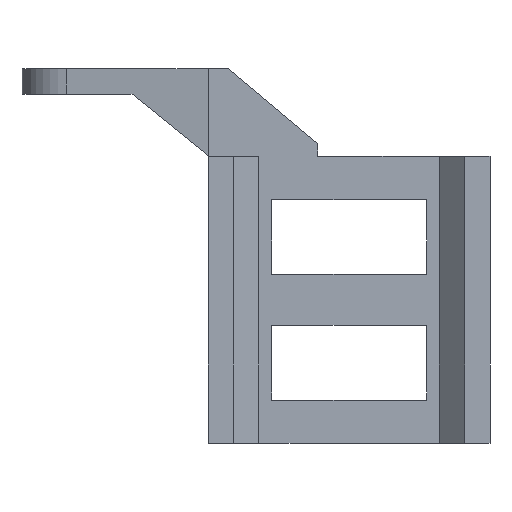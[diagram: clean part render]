
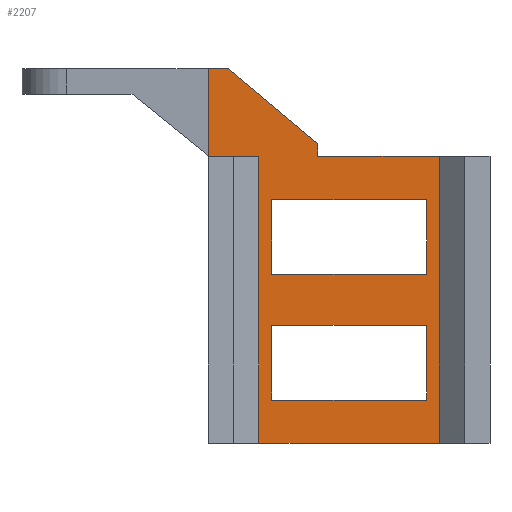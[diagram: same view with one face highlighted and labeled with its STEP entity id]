
A CAD part, left-side view. The second image highlights one B-rep face of the part: STEP entity #2207.
In plain terms, the highlighted planar face has unit normal (-1, 0, 0).
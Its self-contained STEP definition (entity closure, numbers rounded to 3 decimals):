
#5 = ORIENTED_EDGE ( 'NONE', *, *, #488, .F. ) ;
#14 = ORIENTED_EDGE ( 'NONE', *, *, #2747, .T. ) ;
#16 = DIRECTION ( 'NONE',  ( 0., 0., 1. ) ) ;
#17 = CARTESIAN_POINT ( 'NONE',  ( -25., -30.5, 17. ) ) ;
#21 = CARTESIAN_POINT ( 'NONE',  ( -25., 55.5, 147.5 ) ) ;
#24 = DIRECTION ( 'NONE',  ( 0., -1., 0. ) ) ;
#27 = DIRECTION ( 'NONE',  ( 0., 0., -1. ) ) ;
#46 = ORIENTED_EDGE ( 'NONE', *, *, #1925, .F. ) ;
#50 = ORIENTED_EDGE ( 'NONE', *, *, #1059, .F. ) ;
#51 = ORIENTED_EDGE ( 'NONE', *, *, #411, .F. ) ;
#53 = LINE ( 'NONE', #1979, #3146 ) ;
#58 = ORIENTED_EDGE ( 'NONE', *, *, #3066, .F. ) ;
#73 = ORIENTED_EDGE ( 'NONE', *, *, #440, .F. ) ;
#78 = EDGE_CURVE ( 'NONE', #840, #512, #2481, .T. ) ;
#96 = ORIENTED_EDGE ( 'NONE', *, *, #78, .F. ) ;
#100 = ORIENTED_EDGE ( 'NONE', *, *, #2267, .F. ) ;
#103 = ORIENTED_EDGE ( 'NONE', *, *, #1270, .F. ) ;
#109 = ORIENTED_EDGE ( 'NONE', *, *, #130, .F. ) ;
#130 = EDGE_CURVE ( 'NONE', #595, #1488, #469, .T. ) ;
#140 = ORIENTED_EDGE ( 'NONE', *, *, #2308, .T. ) ;
#146 = ORIENTED_EDGE ( 'NONE', *, *, #2584, .F. ) ;
#148 = CARTESIAN_POINT ( 'NONE',  ( -25., 35.5, 0. ) ) ;
#150 = ORIENTED_EDGE ( 'NONE', *, *, #1610, .T. ) ;
#156 = VERTEX_POINT ( 'NONE', #1652 ) ;
#186 = ORIENTED_EDGE ( 'NONE', *, *, #881, .T. ) ;
#193 = ORIENTED_EDGE ( 'NONE', *, *, #458, .F. ) ;
#200 = DIRECTION ( 'NONE',  ( 0., 1., 0. ) ) ;
#219 = CARTESIAN_POINT ( 'NONE',  ( -25., 12.343, 113. ) ) ;
#221 = LINE ( 'NONE', #2007, #2141 ) ;
#224 = CARTESIAN_POINT ( 'NONE',  ( -25., 0., 96. ) ) ;
#245 = LINE ( 'NONE', #506, #2155 ) ;
#286 = VECTOR ( 'NONE', #16, 1000. ) ;
#289 = VERTEX_POINT ( 'NONE', #1502 ) ;
#292 = LINE ( 'NONE', #817, #1586 ) ;
#295 = VECTOR ( 'NONE', #2212, 1000. ) ;
#317 = DIRECTION ( 'NONE',  ( 0., 0., -1. ) ) ;
#322 = CARTESIAN_POINT ( 'NONE',  ( -25., 35.5, 113. ) ) ;
#333 = CARTESIAN_POINT ( 'NONE',  ( -25., 12.343, 113. ) ) ;
#340 = DIRECTION ( 'NONE',  ( 0., 1., 0. ) ) ;
#341 = ORIENTED_EDGE ( 'NONE', *, *, #2546, .T. ) ;
#352 = DIRECTION ( 'NONE',  ( 1., 0., 0. ) ) ;
#370 = VERTEX_POINT ( 'NONE', #876 ) ;
#386 = PLANE ( 'NONE',  #705 ) ;
#411 = EDGE_CURVE ( 'NONE', #156, #1204, #1084, .T. ) ;
#437 = DIRECTION ( 'NONE',  ( 0., -1., 0. ) ) ;
#440 = EDGE_CURVE ( 'NONE', #682, #370, #2734, .T. ) ;
#458 = EDGE_CURVE ( 'NONE', #2648, #289, #2198, .T. ) ;
#469 = LINE ( 'NONE', #1764, #2333 ) ;
#488 = EDGE_CURVE ( 'NONE', #370, #847, #1357, .T. ) ;
#506 = CARTESIAN_POINT ( 'NONE',  ( -25., 35.5, 113. ) ) ;
#512 = VERTEX_POINT ( 'NONE', #1380 ) ;
#543 = VECTOR ( 'NONE', #715, 1000. ) ;
#556 = EDGE_LOOP ( 'NONE', ( #146, #150, #186, #193 ) ) ;
#595 = VERTEX_POINT ( 'NONE', #1280 ) ;
#597 = EDGE_LOOP ( 'NONE', ( #14, #46, #50, #51, #58, #96, #100, #103, #109, #140 ) ) ;
#629 = VERTEX_POINT ( 'NONE', #1238 ) ;
#677 = VERTEX_POINT ( 'NONE', #1223 ) ;
#682 = VERTEX_POINT ( 'NONE', #1229 ) ;
#705 = AXIS2_PLACEMENT_3D ( 'NONE', #322, #352, #340 ) ;
#715 = DIRECTION ( 'NONE',  ( 0., 0., -1. ) ) ;
#772 = VECTOR ( 'NONE', #27, 1000. ) ;
#774 = CARTESIAN_POINT ( 'NONE',  ( -25., -30.5, 66.5 ) ) ;
#786 = VERTEX_POINT ( 'NONE', #1032 ) ;
#792 = FACE_BOUND ( 'NONE', #556, .T. ) ;
#817 = CARTESIAN_POINT ( 'NONE',  ( -25., 0., 17. ) ) ;
#839 = DIRECTION ( 'NONE',  ( 0., 1., 0. ) ) ;
#840 = VERTEX_POINT ( 'NONE', #891 ) ;
#847 = VERTEX_POINT ( 'NONE', #2580 ) ;
#865 = FACE_BOUND ( 'NONE', #2951, .T. ) ;
#876 = CARTESIAN_POINT ( 'NONE',  ( -25., 30.5, 96. ) ) ;
#881 = EDGE_CURVE ( 'NONE', #1518, #289, #292, .T. ) ;
#891 = CARTESIAN_POINT ( 'NONE',  ( -25., 55.5, 147.5 ) ) ;
#918 = LINE ( 'NONE', #21, #286 ) ;
#1021 = LINE ( 'NONE', #2017, #2216 ) ;
#1032 = CARTESIAN_POINT ( 'NONE',  ( -25., -35.5, 0. ) ) ;
#1059 = EDGE_CURVE ( 'NONE', #1204, #677, #245, .T. ) ;
#1064 = VECTOR ( 'NONE', #2957, 1000. ) ;
#1084 = LINE ( 'NONE', #333, #2795 ) ;
#1137 = VECTOR ( 'NONE', #3053, 1000. ) ;
#1191 = ORIENTED_EDGE ( 'NONE', *, *, #1579, .T. ) ;
#1204 = VERTEX_POINT ( 'NONE', #219 ) ;
#1223 = CARTESIAN_POINT ( 'NONE',  ( -25., -35.5, 113. ) ) ;
#1227 = LINE ( 'NONE', #2890, #543 ) ;
#1229 = CARTESIAN_POINT ( 'NONE',  ( -25., -30.5, 96. ) ) ;
#1238 = CARTESIAN_POINT ( 'NONE',  ( -25., -30.5, 46.5 ) ) ;
#1270 = EDGE_CURVE ( 'NONE', #1488, #2451, #918, .T. ) ;
#1280 = CARTESIAN_POINT ( 'NONE',  ( -25., 35.5, 113. ) ) ;
#1357 = LINE ( 'NONE', #1420, #1987 ) ;
#1372 = VERTEX_POINT ( 'NONE', #1434 ) ;
#1380 = CARTESIAN_POINT ( 'NONE',  ( -25., 47.5, 147.5 ) ) ;
#1420 = CARTESIAN_POINT ( 'NONE',  ( -25., 30.5, 0. ) ) ;
#1422 = DIRECTION ( 'NONE',  ( 0., 0., -1. ) ) ;
#1434 = CARTESIAN_POINT ( 'NONE',  ( -25., 35.5, 0. ) ) ;
#1488 = VERTEX_POINT ( 'NONE', #2576 ) ;
#1502 = CARTESIAN_POINT ( 'NONE',  ( -25., 30.5, 17. ) ) ;
#1518 = VERTEX_POINT ( 'NONE', #17 ) ;
#1579 = EDGE_CURVE ( 'NONE', #1795, #847, #53, .T. ) ;
#1586 = VECTOR ( 'NONE', #839, 1000. ) ;
#1610 = EDGE_CURVE ( 'NONE', #629, #1518, #1227, .T. ) ;
#1612 = CARTESIAN_POINT ( 'NONE',  ( -25., 30.5, 46.5 ) ) ;
#1639 = VECTOR ( 'NONE', #2426, 1000. ) ;
#1652 = CARTESIAN_POINT ( 'NONE',  ( -25., 12.343, 118. ) ) ;
#1728 = DIRECTION ( 'NONE',  ( 0., 1., 0. ) ) ;
#1764 = CARTESIAN_POINT ( 'NONE',  ( -25., 55.5, 113. ) ) ;
#1788 = LINE ( 'NONE', #2902, #1137 ) ;
#1795 = VERTEX_POINT ( 'NONE', #774 ) ;
#1807 = CARTESIAN_POINT ( 'NONE',  ( -25., 30.5, 0. ) ) ;
#1811 = CARTESIAN_POINT ( 'NONE',  ( -25., 55.5, 147.5 ) ) ;
#1823 = DIRECTION ( 'NONE',  ( 0., -1., 0. ) ) ;
#1921 = VECTOR ( 'NONE', #2243, 1000. ) ;
#1925 = EDGE_CURVE ( 'NONE', #677, #786, #2782, .T. ) ;
#1979 = CARTESIAN_POINT ( 'NONE',  ( -25., 0., 66.5 ) ) ;
#1987 = VECTOR ( 'NONE', #1422, 1000. ) ;
#2007 = CARTESIAN_POINT ( 'NONE',  ( -25., 0., 46.5 ) ) ;
#2012 = DIRECTION ( 'NONE',  ( 0., 1., 0. ) ) ;
#2017 = CARTESIAN_POINT ( 'NONE',  ( -25., -30.5, 0. ) ) ;
#2093 = DIRECTION ( 'NONE',  ( 0., 0., -1. ) ) ;
#2141 = VECTOR ( 'NONE', #2012, 1000. ) ;
#2155 = VECTOR ( 'NONE', #437, 1000. ) ;
#2198 = LINE ( 'NONE', #1807, #772 ) ;
#2207 = ADVANCED_FACE ( 'NONE', ( #865, #2606, #792 ), #386, .F. ) ;
#2212 = DIRECTION ( 'NONE',  ( 0., 1., 0. ) ) ;
#2216 = VECTOR ( 'NONE', #2093, 1000. ) ;
#2243 = DIRECTION ( 'NONE',  ( 0., -0.766, -0.643 ) ) ;
#2249 = LINE ( 'NONE', #148, #2776 ) ;
#2257 = CARTESIAN_POINT ( 'NONE',  ( -25., 47.5, 147.5 ) ) ;
#2267 = EDGE_CURVE ( 'NONE', #2451, #840, #1788, .T. ) ;
#2308 = EDGE_CURVE ( 'NONE', #595, #1372, #2320, .T. ) ;
#2320 = LINE ( 'NONE', #2966, #1064 ) ;
#2333 = VECTOR ( 'NONE', #1728, 1000. ) ;
#2411 = CARTESIAN_POINT ( 'NONE',  ( -25., -35.5, 113. ) ) ;
#2426 = DIRECTION ( 'NONE',  ( 0., 0., -1. ) ) ;
#2451 = VERTEX_POINT ( 'NONE', #2560 ) ;
#2481 = LINE ( 'NONE', #1811, #3009 ) ;
#2546 = EDGE_CURVE ( 'NONE', #682, #1795, #1021, .T. ) ;
#2560 = CARTESIAN_POINT ( 'NONE',  ( -25., 55.5, 113.206 ) ) ;
#2576 = CARTESIAN_POINT ( 'NONE',  ( -25., 55.5, 113. ) ) ;
#2580 = CARTESIAN_POINT ( 'NONE',  ( -25., 30.5, 66.5 ) ) ;
#2584 = EDGE_CURVE ( 'NONE', #629, #2648, #221, .T. ) ;
#2600 = LINE ( 'NONE', #2257, #1921 ) ;
#2606 = FACE_OUTER_BOUND ( 'NONE', #597, .T. ) ;
#2648 = VERTEX_POINT ( 'NONE', #1612 ) ;
#2734 = LINE ( 'NONE', #224, #295 ) ;
#2747 = EDGE_CURVE ( 'NONE', #1372, #786, #2249, .T. ) ;
#2776 = VECTOR ( 'NONE', #24, 1000. ) ;
#2782 = LINE ( 'NONE', #2411, #1639 ) ;
#2795 = VECTOR ( 'NONE', #317, 1000. ) ;
#2890 = CARTESIAN_POINT ( 'NONE',  ( -25., -30.5, 0. ) ) ;
#2902 = CARTESIAN_POINT ( 'NONE',  ( -25., 55.5, 137.5 ) ) ;
#2951 = EDGE_LOOP ( 'NONE', ( #73, #341, #1191, #5 ) ) ;
#2957 = DIRECTION ( 'NONE',  ( 0., 0., -1. ) ) ;
#2966 = CARTESIAN_POINT ( 'NONE',  ( -25., 35.5, 113. ) ) ;
#3009 = VECTOR ( 'NONE', #1823, 1000. ) ;
#3053 = DIRECTION ( 'NONE',  ( 0., 0., 1. ) ) ;
#3066 = EDGE_CURVE ( 'NONE', #512, #156, #2600, .T. ) ;
#3146 = VECTOR ( 'NONE', #200, 1000. ) ;
